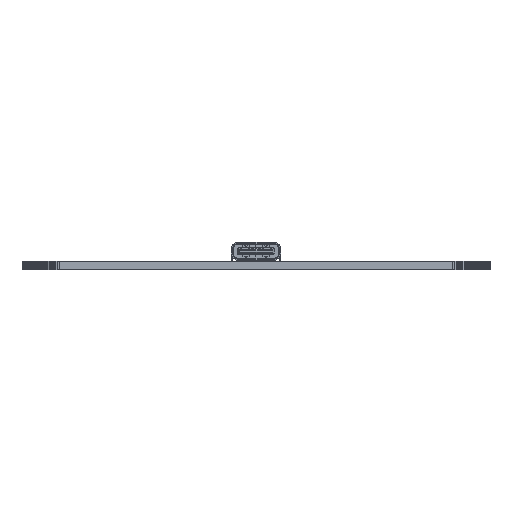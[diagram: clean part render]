
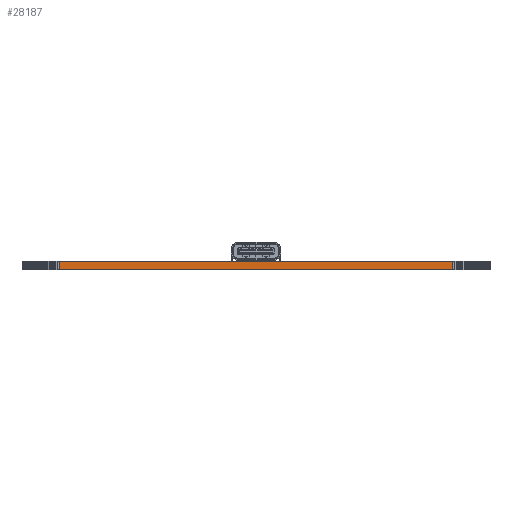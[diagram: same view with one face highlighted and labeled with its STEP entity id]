
A CAD part, front view. The second image highlights one B-rep face of the part: STEP entity #28187.
In plain terms, the highlighted planar face has unit normal (0, -1, 0).
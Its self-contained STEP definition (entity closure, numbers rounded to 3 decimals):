
#20594 = VERTEX_POINT('',#20595);
#20595 = CARTESIAN_POINT('',(110.892,-122.419,0.));
#20601 = EDGE_CURVE('',#20602,#20594,#20604,.T.);
#20602 = VERTEX_POINT('',#20603);
#20603 = CARTESIAN_POINT('',(181.934,-122.419,0.));
#20604 = LINE('',#20605,#20606);
#20605 = CARTESIAN_POINT('',(181.934,-122.419,0.));
#20606 = VECTOR('',#20607,1.);
#20607 = DIRECTION('',(-1.,0.,0.));
#23300 = VERTEX_POINT('',#23301);
#23301 = CARTESIAN_POINT('',(110.892,-122.419,1.51));
#23307 = EDGE_CURVE('',#23308,#23300,#23310,.T.);
#23308 = VERTEX_POINT('',#23309);
#23309 = CARTESIAN_POINT('',(181.934,-122.419,1.51));
#23310 = LINE('',#23311,#23312);
#23311 = CARTESIAN_POINT('',(181.934,-122.419,1.51));
#23312 = VECTOR('',#23313,1.);
#23313 = DIRECTION('',(-1.,0.,0.));
#28159 = EDGE_CURVE('',#20602,#23308,#28160,.T.);
#28160 = LINE('',#28161,#28162);
#28161 = CARTESIAN_POINT('',(181.934,-122.419,0.));
#28162 = VECTOR('',#28163,1.);
#28163 = DIRECTION('',(0.,0.,1.));
#28187 = ADVANCED_FACE('',(#28188),#28199,.T.);
#28188 = FACE_BOUND('',#28189,.T.);
#28189 = EDGE_LOOP('',(#28190,#28191,#28192,#28198));
#28190 = ORIENTED_EDGE('',*,*,#28159,.T.);
#28191 = ORIENTED_EDGE('',*,*,#23307,.T.);
#28192 = ORIENTED_EDGE('',*,*,#28193,.F.);
#28193 = EDGE_CURVE('',#20594,#23300,#28194,.T.);
#28194 = LINE('',#28195,#28196);
#28195 = CARTESIAN_POINT('',(110.892,-122.419,0.));
#28196 = VECTOR('',#28197,1.);
#28197 = DIRECTION('',(0.,0.,1.));
#28198 = ORIENTED_EDGE('',*,*,#20601,.F.);
#28199 = PLANE('',#28200);
#28200 = AXIS2_PLACEMENT_3D('',#28201,#28202,#28203);
#28201 = CARTESIAN_POINT('',(181.934,-122.419,0.));
#28202 = DIRECTION('',(0.,-1.,0.));
#28203 = DIRECTION('',(-1.,0.,0.));
